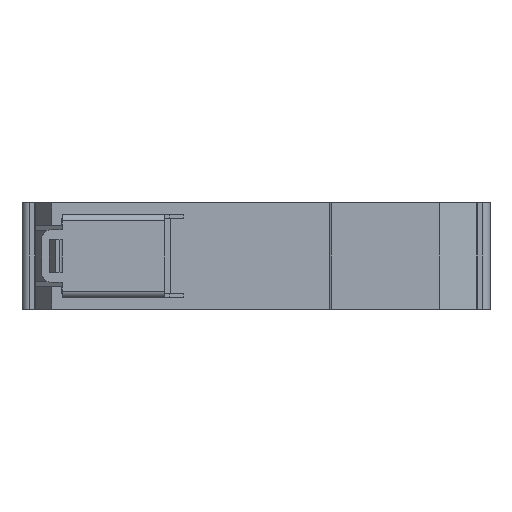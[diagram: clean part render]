
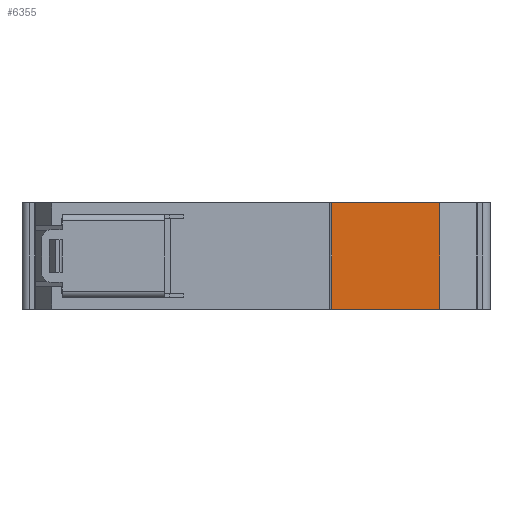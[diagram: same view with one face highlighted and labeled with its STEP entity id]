
A CAD part, front view. The second image highlights one B-rep face of the part: STEP entity #6355.
In plain terms, the highlighted planar face has unit normal (0, -1, 0).
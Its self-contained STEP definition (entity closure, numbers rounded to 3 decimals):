
#187 = CARTESIAN_POINT ( 'NONE',  ( 16., -4., -74.95 ) ) ;
#203 = LINE ( 'NONE', #1270, #9671 ) ;
#848 = CARTESIAN_POINT ( 'NONE',  ( 38.838, -4., -74.95 ) ) ;
#1194 = VECTOR ( 'NONE', #6746, 1000. ) ;
#1270 = CARTESIAN_POINT ( 'NONE',  ( 0., -4., -52.45 ) ) ;
#1783 = DIRECTION ( 'NONE',  ( 0., 1., 0. ) ) ;
#2183 = EDGE_CURVE ( 'NONE', #11979, #5376, #5693, .T. ) ;
#2310 = VERTEX_POINT ( 'NONE', #9740 ) ;
#2694 = EDGE_CURVE ( 'NONE', #5376, #3484, #10889, .T. ) ;
#2843 = CARTESIAN_POINT ( 'NONE',  ( 38.838, -4., -63.7 ) ) ;
#3193 = VECTOR ( 'NONE', #3795, 1000. ) ;
#3234 = DIRECTION ( 'NONE',  ( 1., 0., 0. ) ) ;
#3484 = VERTEX_POINT ( 'NONE', #187 ) ;
#3795 = DIRECTION ( 'NONE',  ( 0., 0., -1. ) ) ;
#4456 = CARTESIAN_POINT ( 'NONE',  ( 38.838, -4., -52.45 ) ) ;
#4676 = EDGE_CURVE ( 'NONE', #2310, #11979, #203, .T. ) ;
#5042 = CARTESIAN_POINT ( 'NONE',  ( 0., -4., -74.95 ) ) ;
#5376 = VERTEX_POINT ( 'NONE', #7733 ) ;
#5521 = EDGE_CURVE ( 'NONE', #3484, #2310, #8765, .T. ) ;
#5693 = LINE ( 'NONE', #2843, #3193 ) ;
#6355 = ADVANCED_FACE ( 'NONE', ( #11116 ), #6518, .F. ) ;
#6518 = PLANE ( 'NONE',  #10013 ) ;
#6746 = DIRECTION ( 'NONE',  ( 0., 0., 1. ) ) ;
#7733 = CARTESIAN_POINT ( 'NONE',  ( 38.838, -4., -74.95 ) ) ;
#8359 = VECTOR ( 'NONE', #11666, 1000. ) ;
#8439 = DIRECTION ( 'NONE',  ( -1., 0., 0. ) ) ;
#8541 = ORIENTED_EDGE ( 'NONE', *, *, #4676, .F. ) ;
#8765 = LINE ( 'NONE', #11468, #1194 ) ;
#9241 = ORIENTED_EDGE ( 'NONE', *, *, #5521, .F. ) ;
#9256 = ORIENTED_EDGE ( 'NONE', *, *, #2183, .F. ) ;
#9671 = VECTOR ( 'NONE', #3234, 1000. ) ;
#9740 = CARTESIAN_POINT ( 'NONE',  ( 16., -4., -52.45 ) ) ;
#10013 = AXIS2_PLACEMENT_3D ( 'NONE', #848, #1783, #8439 ) ;
#10889 = LINE ( 'NONE', #5042, #8359 ) ;
#11003 = ORIENTED_EDGE ( 'NONE', *, *, #2694, .F. ) ;
#11116 = FACE_OUTER_BOUND ( 'NONE', #11211, .T. ) ;
#11211 = EDGE_LOOP ( 'NONE', ( #9256, #8541, #9241, #11003 ) ) ;
#11468 = CARTESIAN_POINT ( 'NONE',  ( 16., -4., -63.7 ) ) ;
#11666 = DIRECTION ( 'NONE',  ( -1., 0., 0. ) ) ;
#11979 = VERTEX_POINT ( 'NONE', #4456 ) ;
